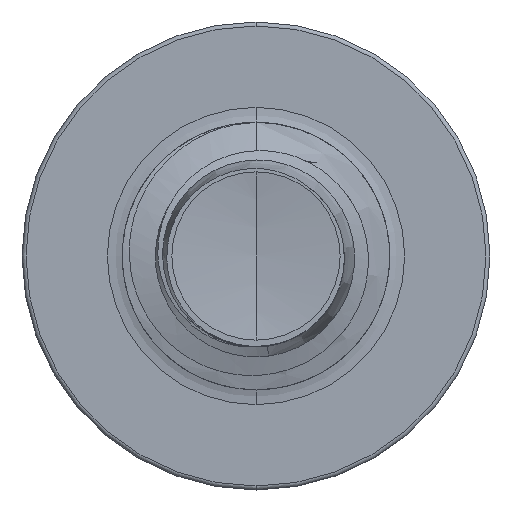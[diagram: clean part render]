
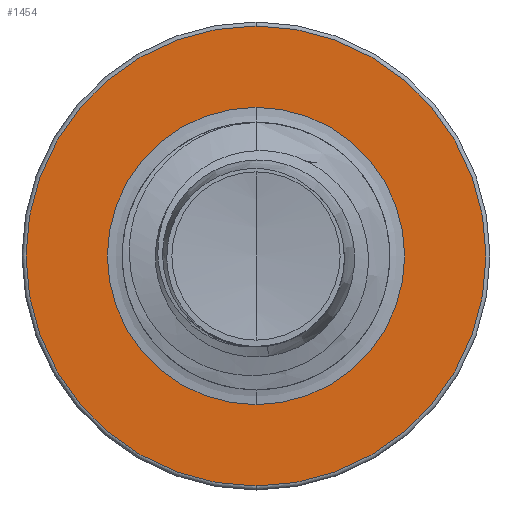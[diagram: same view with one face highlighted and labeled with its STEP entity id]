
A CAD part, front view. The second image highlights one B-rep face of the part: STEP entity #1454.
In plain terms, the highlighted planar face has unit normal (0, -1, 0).
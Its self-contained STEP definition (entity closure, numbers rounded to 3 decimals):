
#169 = VERTEX_POINT ( 'NONE', #5802 ) ;
#508 = CARTESIAN_POINT ( 'NONE',  ( 0., 7., 0. ) ) ;
#1342 = DIRECTION ( 'NONE',  ( 0., 0., 1. ) ) ;
#1346 = DIRECTION ( 'NONE',  ( 0., 1., 0. ) ) ;
#1409 = PLANE ( 'NONE',  #11536 ) ;
#1425 = CARTESIAN_POINT ( 'NONE',  ( 0., 7., -1.112 ) ) ;
#1454 = ADVANCED_FACE ( 'NONE', ( #20854, #21876 ), #1409, .F. ) ;
#2502 = DIRECTION ( 'NONE',  ( 0., 0., 1. ) ) ;
#4289 = EDGE_LOOP ( 'NONE', ( #16632, #14293 ) ) ;
#4488 = DIRECTION ( 'NONE',  ( 0., 1., 0. ) ) ;
#4929 = CIRCLE ( 'NONE', #17706, 1.112 ) ;
#5000 = VERTEX_POINT ( 'NONE', #8781 ) ;
#5802 = CARTESIAN_POINT ( 'NONE',  ( 0., 7., -1.112 ) ) ;
#5864 = EDGE_CURVE ( 'NONE', #21834, #169, #4929, .T. ) ;
#5901 = EDGE_CURVE ( 'NONE', #22489, #5000, #15742, .T. ) ;
#5983 = ORIENTED_EDGE ( 'NONE', *, *, #20750, .T. ) ;
#6352 = EDGE_CURVE ( 'NONE', #5000, #22489, #17002, .T. ) ;
#7082 = CARTESIAN_POINT ( 'NONE',  ( 0., 7., -1.72 ) ) ;
#7569 = DIRECTION ( 'NONE',  ( 0., 1., 0. ) ) ;
#8781 = CARTESIAN_POINT ( 'NONE',  ( 0., 7., 1.72 ) ) ;
#9344 = DIRECTION ( 'NONE',  ( 0., 1., 0. ) ) ;
#11016 = CARTESIAN_POINT ( 'NONE',  ( 0., 7., 1.112 ) ) ;
#11536 = AXIS2_PLACEMENT_3D ( 'NONE', #1425, #1346, #1342 ) ;
#12454 = ORIENTED_EDGE ( 'NONE', *, *, #5864, .T. ) ;
#13339 = AXIS2_PLACEMENT_3D ( 'NONE', #15409, #4488, #17066 ) ;
#13712 = DIRECTION ( 'NONE',  ( 0., 1., 0. ) ) ;
#14293 = ORIENTED_EDGE ( 'NONE', *, *, #5901, .F. ) ;
#14930 = EDGE_LOOP ( 'NONE', ( #12454, #5983 ) ) ;
#15079 = AXIS2_PLACEMENT_3D ( 'NONE', #508, #13712, #2502 ) ;
#15409 = CARTESIAN_POINT ( 'NONE',  ( 0., 7., 0. ) ) ;
#15742 = CIRCLE ( 'NONE', #22028, 1.72 ) ;
#16632 = ORIENTED_EDGE ( 'NONE', *, *, #6352, .F. ) ;
#17002 = CIRCLE ( 'NONE', #15079, 1.72 ) ;
#17066 = DIRECTION ( 'NONE',  ( 0., 0., 1. ) ) ;
#17706 = AXIS2_PLACEMENT_3D ( 'NONE', #19606, #9344, #21246 ) ;
#17940 = CIRCLE ( 'NONE', #13339, 1.112 ) ;
#18063 = CARTESIAN_POINT ( 'NONE',  ( 0., 7., 0. ) ) ;
#19606 = CARTESIAN_POINT ( 'NONE',  ( 0., 7., 0. ) ) ;
#19672 = DIRECTION ( 'NONE',  ( 0., 0., 1. ) ) ;
#20750 = EDGE_CURVE ( 'NONE', #169, #21834, #17940, .T. ) ;
#20854 = FACE_OUTER_BOUND ( 'NONE', #4289, .T. ) ;
#21246 = DIRECTION ( 'NONE',  ( 0., 0., 1. ) ) ;
#21834 = VERTEX_POINT ( 'NONE', #11016 ) ;
#21876 = FACE_BOUND ( 'NONE', #14930, .T. ) ;
#22028 = AXIS2_PLACEMENT_3D ( 'NONE', #18063, #7569, #19672 ) ;
#22489 = VERTEX_POINT ( 'NONE', #7082 ) ;
